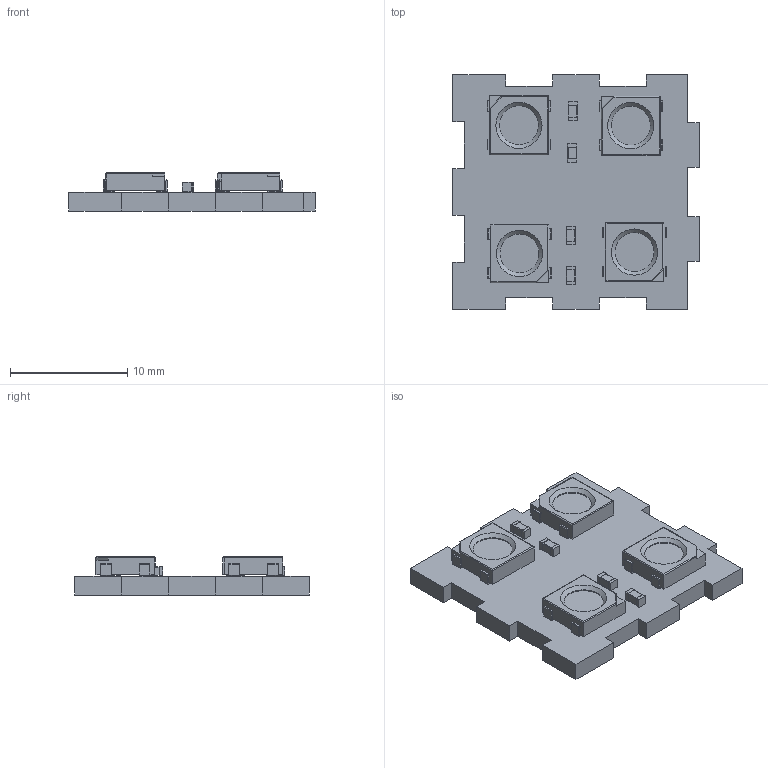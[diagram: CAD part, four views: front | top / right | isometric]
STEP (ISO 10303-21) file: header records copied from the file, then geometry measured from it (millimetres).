
FILE_DESCRIPTION(('KiCad electronic assembly'),'2;1');
FILE_NAME('WS2812B1.step','2021-06-05T21:10:03',('An Author'),( 'A Company'),'Open CASCADE STEP processor 6.9', 'KiCad to STEP converter','Unknown');
FILE_SCHEMA(('AUTOMOTIVE_DESIGN { 1 0 10303 214 1 1 1 1 }'));
Length unit declared in the file: millimetre
Products named in the file (6): Open CASCADE STEP translator 6.9 1; LED_WS2812B_PLCC4_5.0x5.0mm_P3.2mm; SOLID; C_0603_1608Metric
Assembly tree (11 placements, depth 3):
  Open CASCADE STEP translator 6.9 1
    LED_WS2812B_PLCC4_5.0x5.0mm_P3.2mm  x4
      SOLID
    C_0603_1608Metric  x4
      SOLID
    SOLID
Bounding box: 21 x 20 x 3.25 mm (x, y, z)
Volume: 754.4 mm3; surface area: 1310.8 mm2
Topology: 9 solids, 9 shells, 422 faces, 1200 edges, 792 vertices
Faces by surface type: plane 282, cylinder 136, cone 4
Full cylindrical faces by diameter (mm): 3.333 x4
Entity records: 10438 total; most frequent: CARTESIAN_POINT 1955, DIRECTION 1460, LINE 1011, VECTOR 1011, ORIENTED_EDGE 762, PCURVE 762, DEFINITIONAL_REPRESENTATION 762, EDGE_CURVE 381
